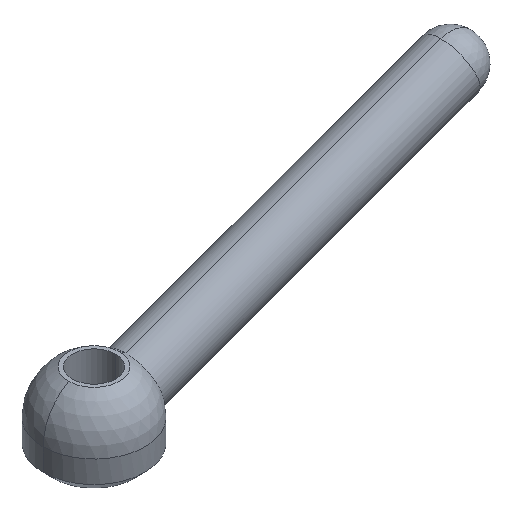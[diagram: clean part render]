
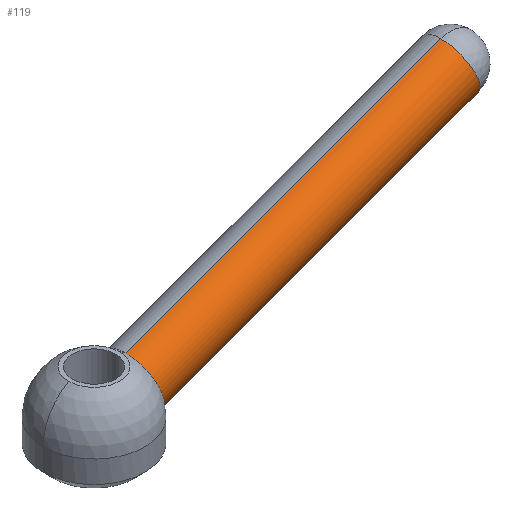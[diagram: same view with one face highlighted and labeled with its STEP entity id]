
A CAD part, isometric view. The second image highlights one B-rep face of the part: STEP entity #119.
In plain terms, the highlighted cylindrical face has radius 5.5 mm (diameter 11 mm), a partial arc.
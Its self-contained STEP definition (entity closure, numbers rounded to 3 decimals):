
#113=VERTEX_POINT('',#273);
#119=ADVANCED_FACE('',(#279),#280,.T.);
#125=EDGE_CURVE('',#215,#213,#286,.T.);
#147=VERTEX_POINT('',#314);
#163=VERTEX_POINT('',#333);
#191=EDGE_CURVE('',#213,#113,#363,.T.);
#211=EDGE_CURVE('',#113,#147,#385,.T.);
#213=VERTEX_POINT('',#387);
#215=VERTEX_POINT('',#389);
#223=EDGE_CURVE('',#163,#215,#398,.T.);
#225=EDGE_CURVE('',#147,#163,#400,.T.);
#273=CARTESIAN_POINT('',(6.249,0.,14.147));
#279=FACE_OUTER_BOUND('',#499,.T.);
#280=CYLINDRICAL_SURFACE('',#500,5.5);
#286=B_SPLINE_CURVE_WITH_KNOTS('',3,(#509,#510,#511,#512,#513,#514,#515,#516,#517,#518,#519,#520,#521,#522,#523,#524,#525,#526,#527,#528,#529,#530,#531,#532,#533,#534),.UNSPECIFIED.,.F.,.F.,(4,2,2,2,2,2,2,2,2,2,2,2,4),(6.119,6.513,7.57,8.609,9.647,10.686,11.724,12.775,13.826,14.877,15.927,16.972,17.332),.UNSPECIFIED.);
#314=CARTESIAN_POINT('',(68.126,0.,36.668));
#333=CARTESIAN_POINT('',(71.888,0.,26.332));
#363=B_SPLINE_CURVE_WITH_KNOTS('',3,(#625,#626,#627,#628,#629,#630,#631,#632,#633,#634,#635,#636,#637,#638,#639,#640,#641,#642,#643,#644,#645,#646,#647,#648,#649,#650,#651,#652,#653,#654,#655,#656,#657,#658,#659,#660,#661,#662,#663,#664,#665,#666,#667,#668,#669,#670,#671),.UNSPECIFIED.,.F.,.F.,(4,2,2,2,2,2,2,2,2,2,2,3,2,2,2,2,2,2,2,2,2,2,4),(22.17,22.796,23.833,24.869,25.906,26.943,27.979,29.016,30.052,31.088,32.123,33.159,34.195,35.231,36.267,37.303,38.339,39.376,40.412,41.449,42.486,43.522,44.148),.UNSPECIFIED.);
#385=LINE('',#725,#726);
#387=CARTESIAN_POINT('',(8.778,-4.791,6.34));
#389=CARTESIAN_POINT('',(10.,0.,3.806));
#398=LINE('',#741,#742);
#400=CIRCLE('',#745,5.5);
#499=EDGE_LOOP('',(#792,#793,#794,#795,#796));
#500=AXIS2_PLACEMENT_3D('',#797,#798,#799);
#509=CARTESIAN_POINT('',(8.778,4.791,6.34));
#510=CARTESIAN_POINT('',(8.815,4.723,6.225));
#511=CARTESIAN_POINT('',(8.853,4.651,6.114));
#512=CARTESIAN_POINT('',(8.997,4.371,5.72));
#513=CARTESIAN_POINT('',(9.108,4.138,5.46));
#514=CARTESIAN_POINT('',(9.316,3.645,5.012));
#515=CARTESIAN_POINT('',(9.421,3.369,4.806));
#516=CARTESIAN_POINT('',(9.614,2.769,4.447));
#517=CARTESIAN_POINT('',(9.703,2.445,4.293));
#518=CARTESIAN_POINT('',(9.849,1.768,4.048));
#519=CARTESIAN_POINT('',(9.906,1.415,3.956));
#520=CARTESIAN_POINT('',(9.982,0.704,3.835));
#521=CARTESIAN_POINT('',(10.,0.346,3.806));
#522=CARTESIAN_POINT('',(10.,-0.35,3.806));
#523=CARTESIAN_POINT('',(9.981,-0.712,3.836));
#524=CARTESIAN_POINT('',(9.904,-1.43,3.959));
#525=CARTESIAN_POINT('',(9.845,-1.787,4.053));
#526=CARTESIAN_POINT('',(9.696,-2.47,4.304));
#527=CARTESIAN_POINT('',(9.606,-2.797,4.461));
#528=CARTESIAN_POINT('',(9.409,-3.401,4.828));
#529=CARTESIAN_POINT('',(9.303,-3.678,5.038));
#530=CARTESIAN_POINT('',(9.094,-4.167,5.491));
#531=CARTESIAN_POINT('',(8.985,-4.395,5.75));
#532=CARTESIAN_POINT('',(8.846,-4.664,6.134));
#533=CARTESIAN_POINT('',(8.811,-4.729,6.235));
#534=CARTESIAN_POINT('',(8.778,-4.791,6.34));
#625=CARTESIAN_POINT('',(8.778,-4.791,6.34));
#626=CARTESIAN_POINT('',(8.718,-4.899,6.523));
#627=CARTESIAN_POINT('',(8.657,-4.997,6.713));
#628=CARTESIAN_POINT('',(8.49,-5.222,7.23));
#629=CARTESIAN_POINT('',(8.381,-5.328,7.566));
#630=CARTESIAN_POINT('',(8.162,-5.467,8.243));
#631=CARTESIAN_POINT('',(8.052,-5.5,8.583));
#632=CARTESIAN_POINT('',(7.839,-5.5,9.24));
#633=CARTESIAN_POINT('',(7.729,-5.467,9.58));
#634=CARTESIAN_POINT('',(7.51,-5.328,10.257));
#635=CARTESIAN_POINT('',(7.401,-5.222,10.593));
#636=CARTESIAN_POINT('',(7.192,-4.941,11.238));
#637=CARTESIAN_POINT('',(7.092,-4.766,11.547));
#638=CARTESIAN_POINT('',(6.907,-4.362,12.119));
#639=CARTESIAN_POINT('',(6.822,-4.133,12.382));
#640=CARTESIAN_POINT('',(6.671,-3.644,12.846));
#641=CARTESIAN_POINT('',(6.6,-3.369,13.064));
#642=CARTESIAN_POINT('',(6.475,-2.768,13.449));
#643=CARTESIAN_POINT('',(6.422,-2.443,13.615));
#644=CARTESIAN_POINT('',(6.335,-1.766,13.882));
#645=CARTESIAN_POINT('',(6.302,-1.413,13.983));
#646=CARTESIAN_POINT('',(6.259,-0.702,14.115));
#647=CARTESIAN_POINT('',(6.249,-0.345,14.147));
#648=CARTESIAN_POINT('',(6.249,0.,14.147));
#649=CARTESIAN_POINT('',(6.249,0.345,14.147));
#650=CARTESIAN_POINT('',(6.259,0.702,14.115));
#651=CARTESIAN_POINT('',(6.302,1.413,13.983));
#652=CARTESIAN_POINT('',(6.335,1.766,13.882));
#653=CARTESIAN_POINT('',(6.422,2.443,13.615));
#654=CARTESIAN_POINT('',(6.475,2.768,13.449));
#655=CARTESIAN_POINT('',(6.6,3.369,13.064));
#656=CARTESIAN_POINT('',(6.671,3.644,12.846));
#657=CARTESIAN_POINT('',(6.822,4.133,12.382));
#658=CARTESIAN_POINT('',(6.907,4.362,12.119));
#659=CARTESIAN_POINT('',(7.092,4.766,11.547));
#660=CARTESIAN_POINT('',(7.192,4.941,11.238));
#661=CARTESIAN_POINT('',(7.401,5.222,10.593));
#662=CARTESIAN_POINT('',(7.51,5.328,10.257));
#663=CARTESIAN_POINT('',(7.729,5.467,9.58));
#664=CARTESIAN_POINT('',(7.839,5.5,9.24));
#665=CARTESIAN_POINT('',(8.052,5.5,8.583));
#666=CARTESIAN_POINT('',(8.162,5.467,8.243));
#667=CARTESIAN_POINT('',(8.381,5.328,7.566));
#668=CARTESIAN_POINT('',(8.49,5.222,7.23));
#669=CARTESIAN_POINT('',(8.657,4.997,6.713));
#670=CARTESIAN_POINT('',(8.718,4.899,6.523));
#671=CARTESIAN_POINT('',(8.778,4.791,6.34));
#725=CARTESIAN_POINT('',(36.563,0.,25.18));
#726=VECTOR('',#935,1.0);
#741=CARTESIAN_POINT('',(40.325,0.,14.844));
#742=VECTOR('',#947,1.0);
#745=AXIS2_PLACEMENT_3D('',#948,#949,#950);
#792=ORIENTED_EDGE('',*,*,#211,.F.);
#793=ORIENTED_EDGE('',*,*,#191,.F.);
#794=ORIENTED_EDGE('',*,*,#125,.F.);
#795=ORIENTED_EDGE('',*,*,#223,.F.);
#796=ORIENTED_EDGE('',*,*,#225,.F.);
#797=CARTESIAN_POINT('',(38.444,0.,20.012));
#798=DIRECTION('',(-0.94,0.,-0.342));
#799=DIRECTION('',(-0.342,0.,0.94));
#935=DIRECTION('',(0.94,0.,0.342));
#947=DIRECTION('',(-0.94,0.,-0.342));
#948=CARTESIAN_POINT('',(70.007,0.,31.5));
#949=DIRECTION('',(0.94,0.,0.342));
#950=DIRECTION('',(-0.342,0.,0.94));
